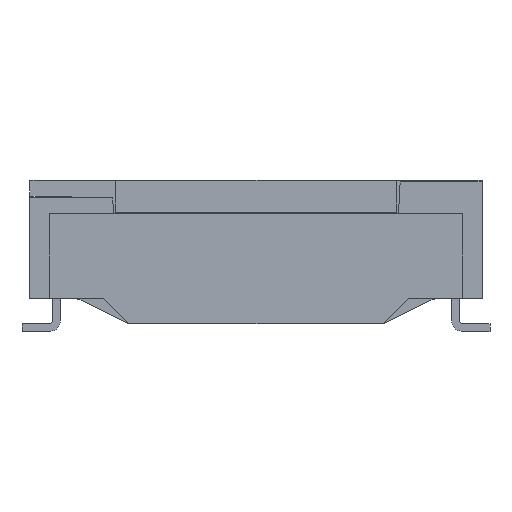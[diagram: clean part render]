
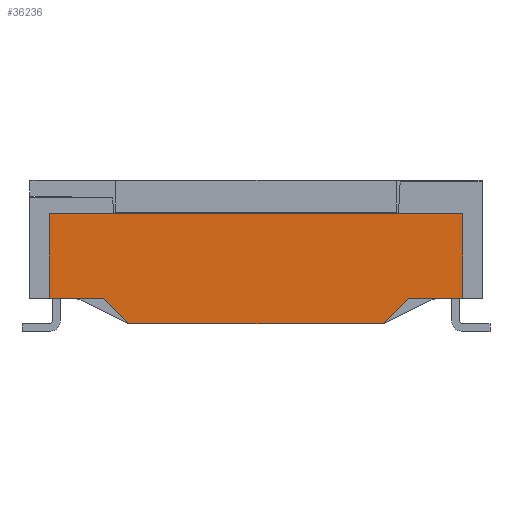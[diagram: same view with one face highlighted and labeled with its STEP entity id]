
A CAD part, left-side view. The second image highlights one B-rep face of the part: STEP entity #36236.
In plain terms, the highlighted planar face has unit normal (-1, 0, 0).
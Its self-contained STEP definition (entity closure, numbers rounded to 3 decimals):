
#8956=ORIENTED_EDGE('',*,*,#12781,.F.);
#8957=ORIENTED_EDGE('',*,*,#12535,.F.);
#8958=ORIENTED_EDGE('',*,*,#12783,.F.);
#8959=ORIENTED_EDGE('',*,*,#12788,.F.);
#8960=ORIENTED_EDGE('',*,*,#12794,.F.);
#8961=ORIENTED_EDGE('',*,*,#12417,.F.);
#8962=ORIENTED_EDGE('',*,*,#12793,.F.);
#8963=ORIENTED_EDGE('',*,*,#11470,.F.);
#11470=EDGE_CURVE('',#14470,#14471,#17417,.T.);
#12417=EDGE_CURVE('',#15127,#15128,#17973,.T.);
#12535=EDGE_CURVE('',#15172,#15173,#18081,.T.);
#12781=EDGE_CURVE('',#15173,#14470,#18225,.T.);
#12783=EDGE_CURVE('',#15282,#15172,#18227,.T.);
#12788=EDGE_CURVE('',#15283,#15282,#18232,.T.);
#12793=EDGE_CURVE('',#14471,#15127,#18237,.T.);
#12794=EDGE_CURVE('',#15128,#15283,#18238,.T.);
#14470=VERTEX_POINT('',#51784);
#14471=VERTEX_POINT('',#51786);
#15127=VERTEX_POINT('',#54344);
#15128=VERTEX_POINT('',#54346);
#15172=VERTEX_POINT('',#54538);
#15173=VERTEX_POINT('',#54540);
#15282=VERTEX_POINT('',#55036);
#15283=VERTEX_POINT('',#55053);
#17417=LINE('',#51785,#20371);
#17973=LINE('',#54345,#20927);
#18081=LINE('',#54539,#21035);
#18225=LINE('',#55033,#21179);
#18227=LINE('',#55037,#21181);
#18232=LINE('',#55054,#21186);
#18237=LINE('',#55068,#21191);
#18238=LINE('',#55070,#21192);
#20371=VECTOR('',#42231,1000.);
#20927=VECTOR('',#43965,1000.);
#21035=VECTOR('',#44155,1000.);
#21179=VECTOR('',#44781,1000.);
#21181=VECTOR('',#44785,1000.);
#21186=VECTOR('',#44812,1000.);
#21191=VECTOR('',#44833,1000.);
#21192=VECTOR('',#44836,1000.);
#22641=EDGE_LOOP('',(#8956,#8957,#8958,#8959,#8960,#8961,#8962,#8963));
#24090=FACE_BOUND('',#22641,.T.);
#25089=PLANE('',#38125);
#36236=ADVANCED_FACE('',(#24090),#25089,.T.);
#38125=AXIS2_PLACEMENT_3D('',#55071,#44837,#44838);
#42231=DIRECTION('',(0.,1.,0.));
#43965=DIRECTION('',(0.,-1.,0.));
#44155=DIRECTION('',(0.,1.,0.));
#44781=DIRECTION('',(0.,0.707,0.707));
#44785=DIRECTION('',(0.,0.707,-0.707));
#44812=DIRECTION('',(0.,1.,0.));
#44833=DIRECTION('',(0.,0.,1.));
#44836=DIRECTION('',(0.,0.,-1.));
#44837=DIRECTION('',(-1.,0.,0.));
#44838=DIRECTION('',(0.,-1.,0.));
#51784=CARTESIAN_POINT('',(-7.55,4.798,-0.35));
#51785=CARTESIAN_POINT('',(-7.55,4.798,-0.35));
#51786=CARTESIAN_POINT('',(-7.55,6.5,-0.35));
#54344=CARTESIAN_POINT('',(-7.55,6.5,2.3));
#54345=CARTESIAN_POINT('',(-7.55,6.5,2.3));
#54346=CARTESIAN_POINT('',(-7.55,-6.5,2.3));
#54538=CARTESIAN_POINT('',(-7.55,-3.998,-1.15));
#54539=CARTESIAN_POINT('',(-7.55,-3.998,-1.15));
#54540=CARTESIAN_POINT('',(-7.55,3.998,-1.15));
#55033=CARTESIAN_POINT('',(-7.55,3.998,-1.15));
#55036=CARTESIAN_POINT('',(-7.55,-4.798,-0.35));
#55037=CARTESIAN_POINT('',(-7.55,-4.798,-0.35));
#55053=CARTESIAN_POINT('',(-7.55,-6.5,-0.35));
#55054=CARTESIAN_POINT('',(-7.55,-6.5,-0.35));
#55068=CARTESIAN_POINT('',(-7.55,6.5,-0.35));
#55070=CARTESIAN_POINT('',(-7.55,-6.5,2.3));
#55071=CARTESIAN_POINT('',(-7.55,0.,0.));
